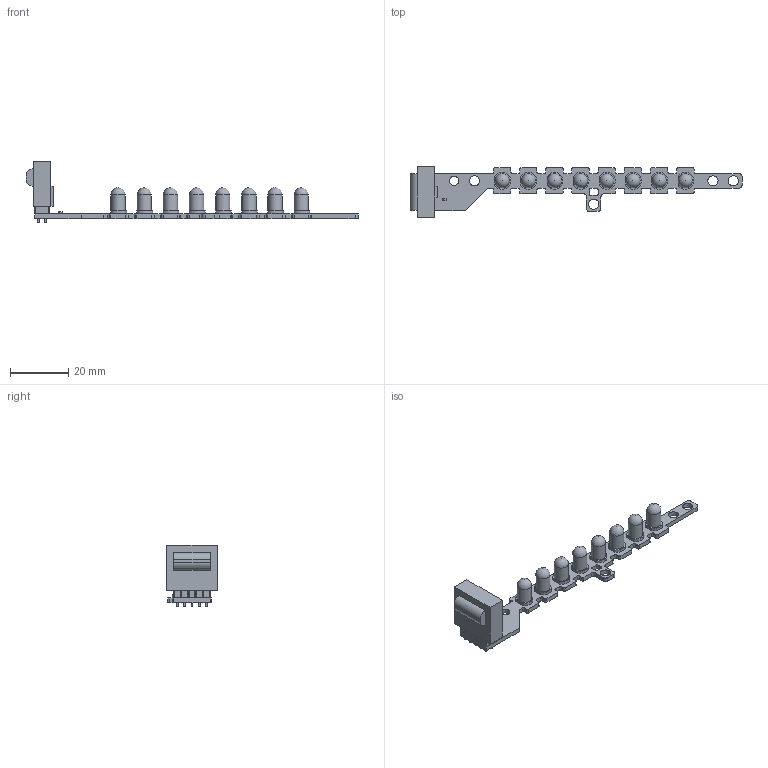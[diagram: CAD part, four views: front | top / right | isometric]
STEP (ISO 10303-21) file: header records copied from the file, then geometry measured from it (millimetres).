
FILE_DESCRIPTION(('FreeCAD Model'),'2;1');
FILE_NAME('qPCR-ledarray_1x8.step','2020-08-03T15:10:56',('Author'),(''), 'Open CASCADE STEP processor 7.3','FreeCAD','Unknown');
FILE_SCHEMA(('AUTOMOTIVE_DESIGN { 1 0 10303 214 1 1 1 1 }'));
Length unit declared in the file: millimetre
Products named in the file (17): qPCR-ledarray_1x8; Board_Geoms_7705; Local_CS_7705; Pcb_7705; PCB_Sketch_7705; Step_Models_7705; Top_7705; D1_OVLEW1CB9/OVLGC0C6B9_v3_5EFF066C[2]; D2_OVLEW1CB9/OVLGC0C6B9_v3_5EFF0639[2]; D3_OVLEW1CB9/OVLGC0C6B9_v3_5EFF0606[2]; D4_OVLEW1CB9/OVLGC0C6B9_v3_5EFF05D3[2]; D5_OVLEW1CB9/OVLGC0C6B9_v3_5EFFA656[2]; D6_OVLEW1CB9/OVLGC0C6B9_v3_5EFFA623[2]; D7_OVLEW1CB9/OVLGC0C6B9_v3_5EFFA5F0[2]; D8_OVLEW1CB9/OVLGC0C6B9_v3_5EFFA5BD[2]; C1_C_0603_1608Metric_5EFFD67E[2]; U1_aitendo-MIL-2x5-cable-edge_v1_5F1FB8CC[2]
Assembly tree (16 placements, depth 4):
  qPCR-ledarray_1x8
    Board_Geoms_7705
      Local_CS_7705
      Pcb_7705
      PCB_Sketch_7705
    Step_Models_7705
      Top_7705
        D1_OVLEW1CB9/OVLGC0C6B9_v3_5EFF066C[2]
        D2_OVLEW1CB9/OVLGC0C6B9_v3_5EFF0639[2]
        D3_OVLEW1CB9/OVLGC0C6B9_v3_5EFF0606[2]
        D4_OVLEW1CB9/OVLGC0C6B9_v3_5EFF05D3[2]
        D5_OVLEW1CB9/OVLGC0C6B9_v3_5EFFA656[2]
        D6_OVLEW1CB9/OVLGC0C6B9_v3_5EFFA623[2]
        D7_OVLEW1CB9/OVLGC0C6B9_v3_5EFFA5F0[2]
        D8_OVLEW1CB9/OVLGC0C6B9_v3_5EFFA5BD[2]
        C1_C_0603_1608Metric_5EFFD67E[2]
        U1_aitendo-MIL-2x5-cable-edge_v1_5F1FB8CC[2]
Bounding box: 114.17 x 17.35 x 21.04 mm (x, y, z)
Volume: 4619.8 mm3; surface area: 5513.9 mm2
Topology: 12 solids, 12 shells, 582 faces, 1588 edges, 1223 vertices
Faces by surface type: plane 433, cylinder 141, sphere 8
Full cylindrical faces by diameter (mm): 0.9 x16, 1 x20, 3.1 x1, 3.5 x4, 4.9 x8
Entity records: 21446 total; most frequent: CARTESIAN_POINT 3407, DIRECTION 3143, ORIENTED_EDGE 2862, EDGE_CURVE 1431, LINE 1215, VECTOR 1215, AXIS2_PLACEMENT_3D 964, VERTEX_POINT 930
